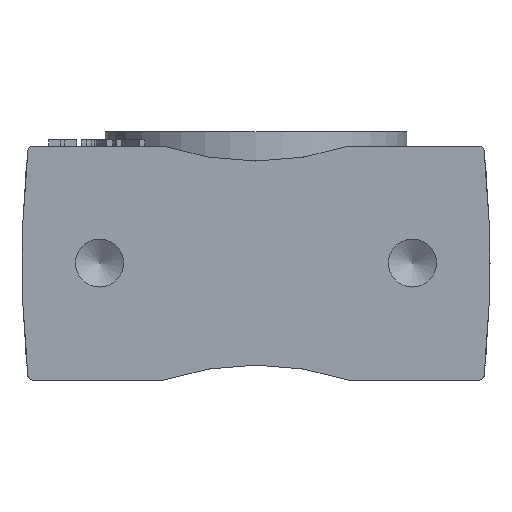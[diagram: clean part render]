
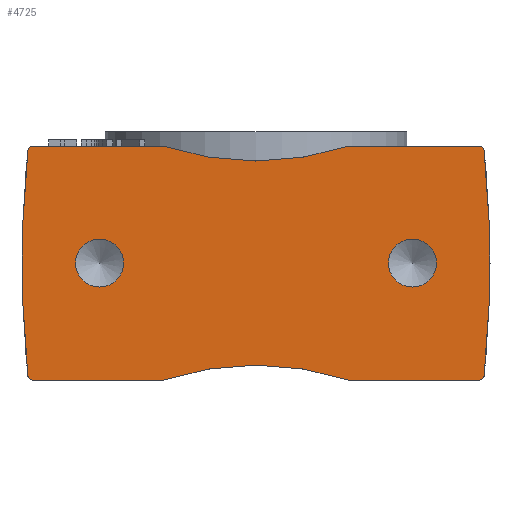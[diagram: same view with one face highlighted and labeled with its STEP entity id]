
A CAD part, front view. The second image highlights one B-rep face of the part: STEP entity #4725.
In plain terms, the highlighted face is planar.
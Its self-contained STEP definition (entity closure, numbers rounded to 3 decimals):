
#370=CIRCLE('',#4955,0.39);
#372=CIRCLE('',#4959,0.39);
#391=CIRCLE('',#4987,17.544);
#393=CIRCLE('',#4990,0.089);
#394=CIRCLE('',#4992,4.763);
#400=CIRCLE('',#5002,4.763);
#401=CIRCLE('',#5005,0.089);
#413=CIRCLE('',#5027,0.089);
#419=CIRCLE('',#5037,17.544);
#420=CIRCLE('',#5039,0.089);
#899=VERTEX_POINT('',#6780);
#902=VERTEX_POINT('',#6787);
#951=VERTEX_POINT('',#9460);
#952=VERTEX_POINT('',#9462);
#955=VERTEX_POINT('',#9479);
#956=VERTEX_POINT('',#9482);
#959=VERTEX_POINT('',#9523);
#973=VERTEX_POINT('',#10282);
#974=VERTEX_POINT('',#10284);
#976=VERTEX_POINT('',#10299);
#1005=VERTEX_POINT('',#10673);
#1006=VERTEX_POINT('',#10676);
#1010=VERTEX_POINT('',#10693);
#1011=VERTEX_POINT('',#10697);
#1380=VECTOR('',#5564,1.);
#1387=VECTOR('',#5595,1.);
#1645=LINE('',#9483,#1380);
#1652=LINE('',#10300,#1387);
#1935=EDGE_CURVE('',#899,#899,#370,.T.);
#1937=EDGE_CURVE('',#902,#902,#372,.T.);
#2008=EDGE_CURVE('',#951,#952,#391,.T.);
#2013=EDGE_CURVE('',#955,#951,#393,.T.);
#2015=EDGE_CURVE('',#955,#956,#1645,.T.);
#2019=EDGE_CURVE('',#956,#959,#394,.T.);
#2040=EDGE_CURVE('',#974,#973,#400,.T.);
#2044=EDGE_CURVE('',#976,#973,#1652,.T.);
#2045=EDGE_CURVE('',#952,#976,#401,.T.);
#2084=EDGE_CURVE('',#959,#1005,#1645,.T.);
#2086=EDGE_CURVE('',#1006,#1005,#413,.T.);
#2095=EDGE_CURVE('',#1010,#1006,#419,.T.);
#2097=EDGE_CURVE('',#1011,#1010,#420,.T.);
#2098=EDGE_CURVE('',#974,#1011,#1652,.T.);
#3036=ORIENTED_EDGE('',*,*,#1935,.T.);
#3037=ORIENTED_EDGE('',*,*,#1937,.T.);
#3038=ORIENTED_EDGE('',*,*,#2097,.F.);
#3039=ORIENTED_EDGE('',*,*,#2098,.F.);
#3040=ORIENTED_EDGE('',*,*,#2040,.T.);
#3041=ORIENTED_EDGE('',*,*,#2044,.F.);
#3042=ORIENTED_EDGE('',*,*,#2045,.F.);
#3043=ORIENTED_EDGE('',*,*,#2008,.F.);
#3044=ORIENTED_EDGE('',*,*,#2013,.F.);
#3045=ORIENTED_EDGE('',*,*,#2015,.T.);
#3046=ORIENTED_EDGE('',*,*,#2019,.T.);
#3047=ORIENTED_EDGE('',*,*,#2084,.T.);
#3048=ORIENTED_EDGE('',*,*,#2086,.F.);
#3049=ORIENTED_EDGE('',*,*,#2095,.F.);
#4012=EDGE_LOOP('',(#3036));
#4013=EDGE_LOOP('',(#3037));
#4014=EDGE_LOOP('',(#3038,#3039,#3040,#3041,#3042,#3043,#3044,#3045,#3046,
#3047,#3048,#3049));
#4374=FACE_BOUND('',#4012,.T.);
#4375=FACE_BOUND('',#4013,.T.);
#4376=FACE_BOUND('',#4014,.T.);
#4725=ADVANCED_FACE('',(#4374,#4375,#4376),#13521,.F.);
#4955=AXIS2_PLACEMENT_3D('',#6779,#5487,#5488);
#4959=AXIS2_PLACEMENT_3D('',#6786,#5495,#5496);
#4987=AXIS2_PLACEMENT_3D('',#9461,#5553,#5554);
#4990=AXIS2_PLACEMENT_3D('',#9480,#5561,#5562);
#4992=AXIS2_PLACEMENT_3D('',#9524,#5568,#5569);
#5002=AXIS2_PLACEMENT_3D('',#10283,#5590,#5591);
#5005=AXIS2_PLACEMENT_3D('',#10302,#5598,#5599);
#5027=AXIS2_PLACEMENT_3D('',#10677,#5653,#5654);
#5037=AXIS2_PLACEMENT_3D('',#10694,#5675,#5676);
#5039=AXIS2_PLACEMENT_3D('',#10698,#5680,#5681);
#5040=AXIS2_PLACEMENT_3D('',#10699,#5682,$);
#5487=DIRECTION('',(0.,0.,1.));
#5488=DIRECTION('',(0.39,0.,0.));
#5495=DIRECTION('',(0.,0.,1.));
#5496=DIRECTION('',(0.39,0.,0.));
#5553=DIRECTION('',(0.,0.,1.));
#5554=DIRECTION('',(17.544,0.,0.));
#5561=DIRECTION('',(0.,0.,1.));
#5562=DIRECTION('',(0.066,0.06,0.));
#5564=DIRECTION('',(0.,-1.,0.));
#5568=DIRECTION('',(0.,0.,1.));
#5569=DIRECTION('',(4.763,0.,0.));
#5590=DIRECTION('',(0.,0.,1.));
#5591=DIRECTION('',(-4.763,0.,0.));
#5595=DIRECTION('',(0.,-1.,0.));
#5598=DIRECTION('',(0.,0.,1.));
#5599=DIRECTION('',(-0.066,0.06,0.));
#5653=DIRECTION('',(0.,0.,1.));
#5654=DIRECTION('',(0.066,-0.06,0.));
#5675=DIRECTION('',(0.,0.,1.));
#5676=DIRECTION('',(-17.544,0.,0.));
#5680=DIRECTION('',(0.,0.,1.));
#5681=DIRECTION('',(-0.066,-0.06,0.));
#5682=DIRECTION('',(0.,0.,1.));
#6779=CARTESIAN_POINT('',(0.,-2.54,0.));
#6780=CARTESIAN_POINT('',(0.39,-2.54,0.));
#6786=CARTESIAN_POINT('',(0.,2.54,0.));
#6787=CARTESIAN_POINT('',(0.39,2.54,0.));
#9460=CARTESIAN_POINT('',(1.82,3.705,0.));
#9461=CARTESIAN_POINT('',(0.,-13.744,0.));
#9462=CARTESIAN_POINT('',(-1.82,3.705,0.));
#9479=CARTESIAN_POINT('',(1.9,3.617,0.));
#9480=CARTESIAN_POINT('',(1.811,3.617,0.));
#9482=CARTESIAN_POINT('',(1.9,1.5,0.));
#9483=CARTESIAN_POINT('',(1.9,3.697,0.));
#9523=CARTESIAN_POINT('',(1.9,-1.5,0.));
#9524=CARTESIAN_POINT('',(6.42,0.,0.));
#10282=CARTESIAN_POINT('',(-1.9,1.5,0.));
#10283=CARTESIAN_POINT('',(-6.42,0.,0.));
#10284=CARTESIAN_POINT('',(-1.9,-1.5,0.));
#10299=CARTESIAN_POINT('',(-1.9,3.617,0.));
#10300=CARTESIAN_POINT('',(-1.9,3.697,0.));
#10302=CARTESIAN_POINT('',(-1.811,3.617,0.));
#10673=CARTESIAN_POINT('',(1.9,-3.617,0.));
#10676=CARTESIAN_POINT('',(1.82,-3.705,0.));
#10677=CARTESIAN_POINT('',(1.811,-3.617,0.));
#10693=CARTESIAN_POINT('',(-1.82,-3.705,0.));
#10694=CARTESIAN_POINT('',(0.,13.744,0.));
#10697=CARTESIAN_POINT('',(-1.9,-3.617,0.));
#10698=CARTESIAN_POINT('',(-1.811,-3.617,0.));
#10699=CARTESIAN_POINT('',(0.941,1.878,0.));
#13521=PLANE('',#5040);
